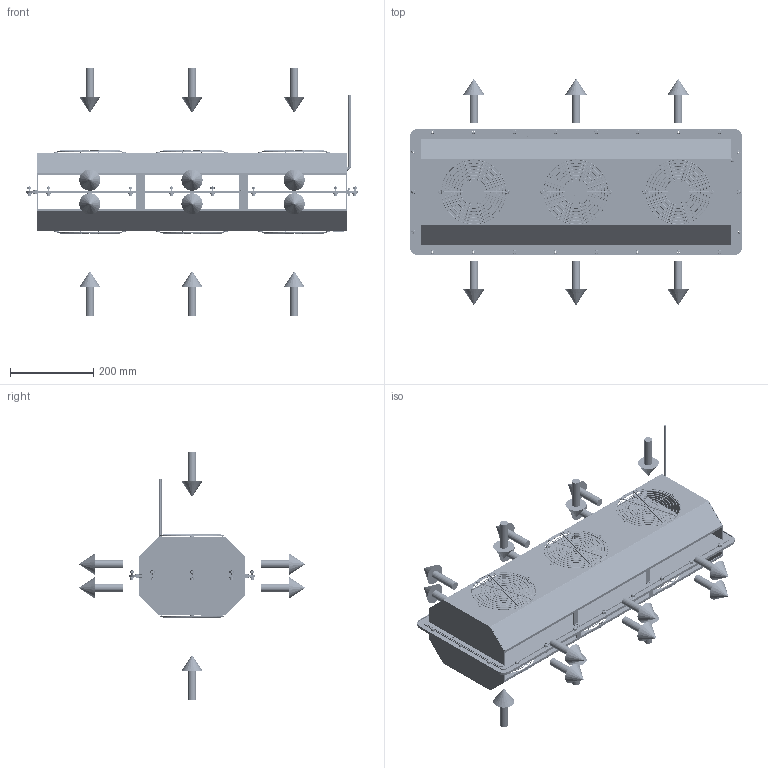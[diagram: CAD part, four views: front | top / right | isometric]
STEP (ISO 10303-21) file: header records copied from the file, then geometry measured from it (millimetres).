
FILE_DESCRIPTION (( 'STEP AP214' ), '1' );
FILE_NAME ('ACT-HSC-68 AC NEMA 12, 4, 4X, 3R and DC NEMA 12 For Distribution.STEP', '2017-07-10T13:49:14', ( '' ), ( '' ), 'SwSTEP 2.0', 'SolidWorks 2016', '' );
FILE_SCHEMA (( 'AUTOMOTIVE_DESIGN' ));
Length unit declared in the file: inch
Products named in the file (1): ACT-HSC-68 AC NEMA 12, 4, 4X, 3R and DC NEMA 12 For Distribution
Bounding box: 796.92 x 544.07 x 593.73 mm (x, y, z)
Surface area: 1498343.4 mm2 (no closed solid volume)
Topology: 0 solids, 304 shells, 807 faces, 2382 edges, 1719 vertices
Faces by surface type: plane 371, cylinder 204, torus 145, cone 61, bspline 26
Full cylindrical faces by diameter (mm): 2.3 x74, 2.705 x2, 4.305 x14, 4.763 x7, 5.74 x2, 5.816 x2, 6.35 x1, 7.937 x12, 7.938 x10, 9.525 x1, 11.112 x1, 11.113 x15, 19.05 x18
Entity records: 69612 total; most frequent: CARTESIAN_POINT 40639, DIRECTION 3856, ORIENTED_EDGE 2648, EDGE_CURVE 1900, VERTEX_POINT 1585, AXIS2_PLACEMENT_3D 1572, EDGE_LOOP 1233, FACE_OUTER_BOUND 991
